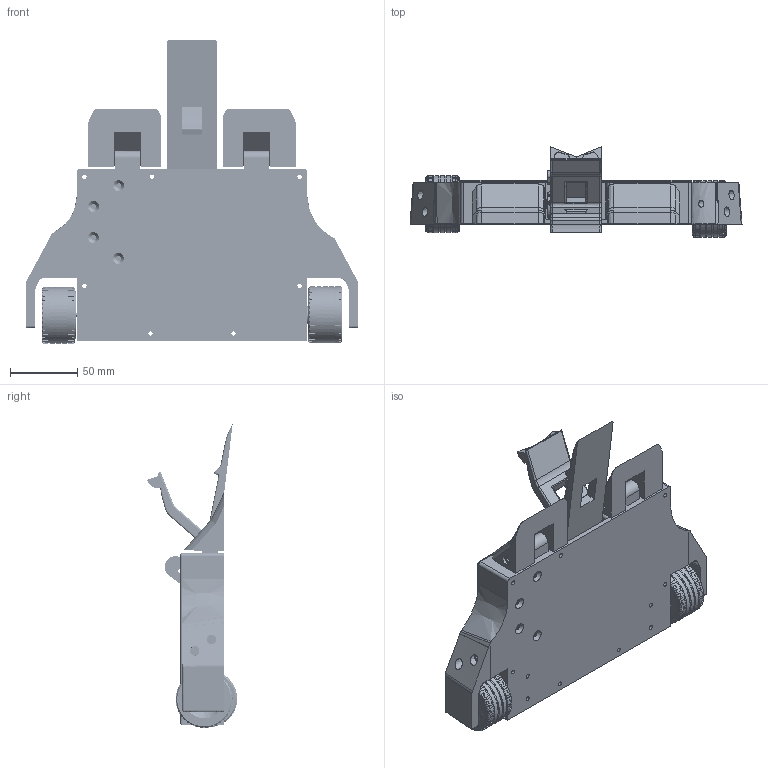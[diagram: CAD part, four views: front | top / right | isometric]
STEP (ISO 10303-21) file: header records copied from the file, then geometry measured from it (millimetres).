
FILE_DESCRIPTION(('FreeCAD Model'),'2;1');
FILE_NAME('Open CASCADE Shape Model','2025-05-02T15:11:26',('FreeCAD'),( 'FreeCAD'),'Open CASCADE STEP processor 7.6','FreeCAD','Unknown');
FILE_SCHEMA(('AUTOMOTIVE_DESIGN { 1 0 10303 214 1 1 1 1 }'));
Products named in the file (1): Open CASCADE STEP translator 7.6 1
Bounding box: 246.34 x 66.97 x 225.38 mm (x, y, z)
Volume: 370035.7 mm3; surface area: 293288.4 mm2
Topology: 50 solids, 52 shells, 4573 faces, 12124 edges, 7883 vertices
Faces by surface type: bspline 4573
Entity records: 192657 total; most frequent: CARTESIAN_POINT 121491, ORIENTED_EDGE 24198, EDGE_CURVE 12099, B_SPLINE_CURVE_WITH_KNOTS 9250, VERTEX_POINT 7883, FACE_BOUND 5052, EDGE_LOOP 5052, ADVANCED_FACE 4574
